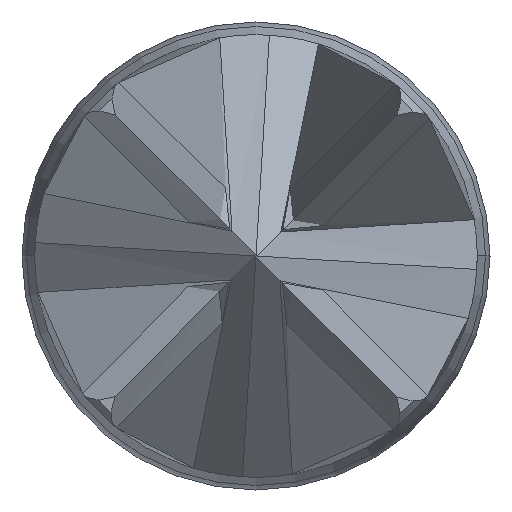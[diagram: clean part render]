
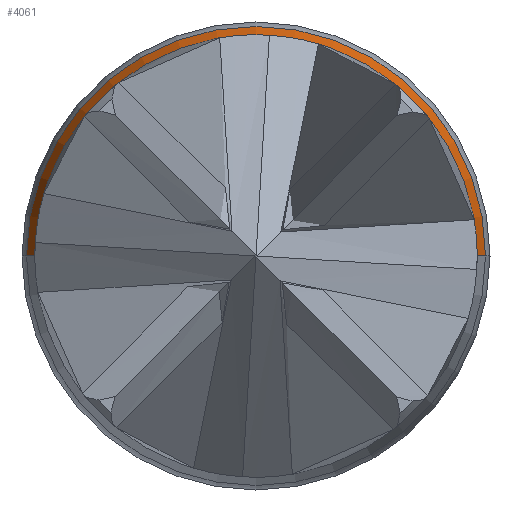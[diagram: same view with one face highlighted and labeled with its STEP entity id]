
A CAD part, left-side view. The second image highlights one B-rep face of the part: STEP entity #4061.
In plain terms, the highlighted conical face has half-angle 15.945 degrees and reference radius 0.467 mm.
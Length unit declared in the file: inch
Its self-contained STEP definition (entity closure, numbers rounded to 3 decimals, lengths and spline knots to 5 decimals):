
#48 = ORIENTED_EDGE ( 'NONE', *, *, #5999, .T. ) ;
#315 = CIRCLE ( 'NONE', #2585, 0.01838 ) ;
#337 = ORIENTED_EDGE ( 'NONE', *, *, #2506, .F. ) ;
#401 = CIRCLE ( 'NONE', #2773, 0.01972 ) ;
#658 = CARTESIAN_POINT ( 'NONE',  ( 0.0286, 0.01838, 0. ) ) ;
#814 = CARTESIAN_POINT ( 'NONE',  ( 0.0286, 0., 0. ) ) ;
#980 = CARTESIAN_POINT ( 'NONE',  ( 0.0286, 0., 0. ) ) ;
#1421 = CARTESIAN_POINT ( 'NONE',  ( 0.0286, -0.01838, 0. ) ) ;
#1605 = DIRECTION ( 'NONE',  ( 1., 0., 0. ) ) ;
#1871 = EDGE_CURVE ( 'NONE', #3429, #2176, #401, .T. ) ;
#2176 = VERTEX_POINT ( 'NONE', #3227 ) ;
#2506 = EDGE_CURVE ( 'NONE', #7340, #3429, #6345, .T. ) ;
#2585 = AXIS2_PLACEMENT_3D ( 'NONE', #814, #3832, #5104 ) ;
#2773 = AXIS2_PLACEMENT_3D ( 'NONE', #5232, #7724, #4053 ) ;
#2831 = VERTEX_POINT ( 'NONE', #3498 ) ;
#2940 = CARTESIAN_POINT ( 'NONE',  ( 0.0286, 0.01838, 0. ) ) ;
#3103 = AXIS2_PLACEMENT_3D ( 'NONE', #980, #1605, #6642 ) ;
#3185 = CARTESIAN_POINT ( 'NONE',  ( 0.03325, 0.01972, 0. ) ) ;
#3227 = CARTESIAN_POINT ( 'NONE',  ( 0.03325, -0.01972, 0. ) ) ;
#3250 = ORIENTED_EDGE ( 'NONE', *, *, #7543, .T. ) ;
#3342 = ORIENTED_EDGE ( 'NONE', *, *, #1871, .F. ) ;
#3357 = DIRECTION ( 'NONE',  ( 0.962, -0.275, 0. ) ) ;
#3429 = VERTEX_POINT ( 'NONE', #3185 ) ;
#3498 = CARTESIAN_POINT ( 'NONE',  ( 0.0286, -0.01838, 0. ) ) ;
#3832 = DIRECTION ( 'NONE',  ( 1., 0., 0. ) ) ;
#3847 = FACE_OUTER_BOUND ( 'NONE', #6013, .T. ) ;
#4053 = DIRECTION ( 'NONE',  ( 0., 1., 0. ) ) ;
#4061 = ADVANCED_FACE ( 'NONE', ( #3847 ), #5477, .T. ) ;
#5104 = DIRECTION ( 'NONE',  ( 0., 1., 0. ) ) ;
#5232 = CARTESIAN_POINT ( 'NONE',  ( 0.03325, 0., 0. ) ) ;
#5477 = CONICAL_SURFACE ( 'NONE', #3103, 0.01838, 0.278 ) ;
#5999 = EDGE_CURVE ( 'NONE', #7340, #2831, #315, .T. ) ;
#6013 = EDGE_LOOP ( 'NONE', ( #48, #3250, #3342, #337 ) ) ;
#6068 = VECTOR ( 'NONE', #3357, 39.37008 ) ;
#6345 = LINE ( 'NONE', #2940, #7010 ) ;
#6532 = LINE ( 'NONE', #1421, #6068 ) ;
#6642 = DIRECTION ( 'NONE',  ( 0., 1., 0. ) ) ;
#7010 = VECTOR ( 'NONE', #7168, 39.37008 ) ;
#7168 = DIRECTION ( 'NONE',  ( 0.962, 0.275, 0. ) ) ;
#7340 = VERTEX_POINT ( 'NONE', #658 ) ;
#7543 = EDGE_CURVE ( 'NONE', #2831, #2176, #6532, .T. ) ;
#7724 = DIRECTION ( 'NONE',  ( 1., 0., 0. ) ) ;
